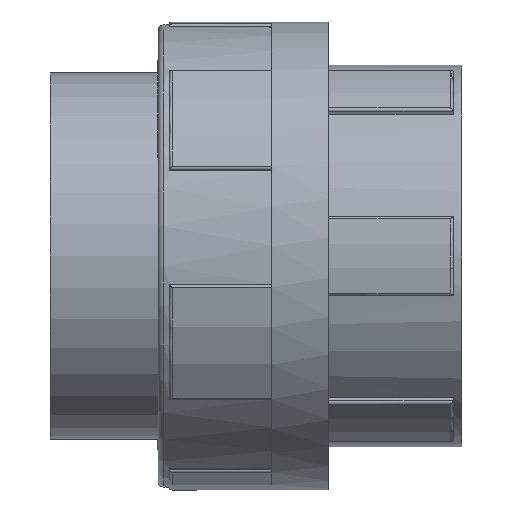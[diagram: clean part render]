
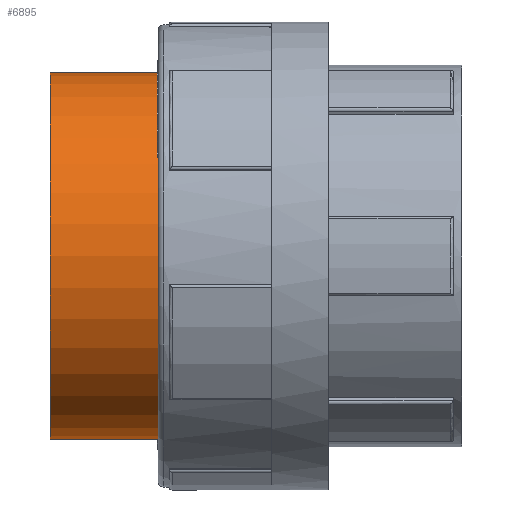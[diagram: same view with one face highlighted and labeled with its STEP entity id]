
A CAD part, front view. The second image highlights one B-rep face of the part: STEP entity #6895.
In plain terms, the highlighted cylindrical face has radius 64.5 mm (diameter 129 mm), a full revolution.
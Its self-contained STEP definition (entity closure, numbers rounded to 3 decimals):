
#351=FACE_BOUND('',#1226,.T.);
#408=CYLINDRICAL_SURFACE('',#7428,64.5);
#789=FACE_OUTER_BOUND('',#1225,.T.);
#1225=EDGE_LOOP('',(#6261));
#1226=EDGE_LOOP('',(#6262));
#1411=CIRCLE('',#7427,64.5);
#1412=CIRCLE('',#7429,64.5);
#3321=VERTEX_POINT('',#35789);
#3322=VERTEX_POINT('',#35792);
#4302=EDGE_CURVE('',#3321,#3321,#1411,.T.);
#4303=EDGE_CURVE('',#3322,#3322,#1412,.T.);
#6261=ORIENTED_EDGE('',*,*,#4303,.F.);
#6262=ORIENTED_EDGE('',*,*,#4302,.T.);
#6895=ADVANCED_FACE('',(#789,#351),#408,.T.);
#7427=AXIS2_PLACEMENT_3D('',#35790,#9066,#9067);
#7428=AXIS2_PLACEMENT_3D('',#35791,#9068,#9069);
#7429=AXIS2_PLACEMENT_3D('',#35793,#9070,#9071);
#9066=DIRECTION('center_axis',(-1.,0.,0.));
#9067=DIRECTION('ref_axis',(0.,0.,1.));
#9068=DIRECTION('center_axis',(-1.,0.,0.));
#9069=DIRECTION('ref_axis',(0.,-1.,0.));
#9070=DIRECTION('center_axis',(-1.,0.,0.));
#9071=DIRECTION('ref_axis',(0.,0.,1.));
#35789=CARTESIAN_POINT('',(91.8,52.932,0.));
#35790=CARTESIAN_POINT('Origin',(91.8,117.432,0.));
#35791=CARTESIAN_POINT('Origin',(63.175,117.432,0.));
#35792=CARTESIAN_POINT('',(34.55,52.932,0.));
#35793=CARTESIAN_POINT('Origin',(34.55,117.432,0.));
